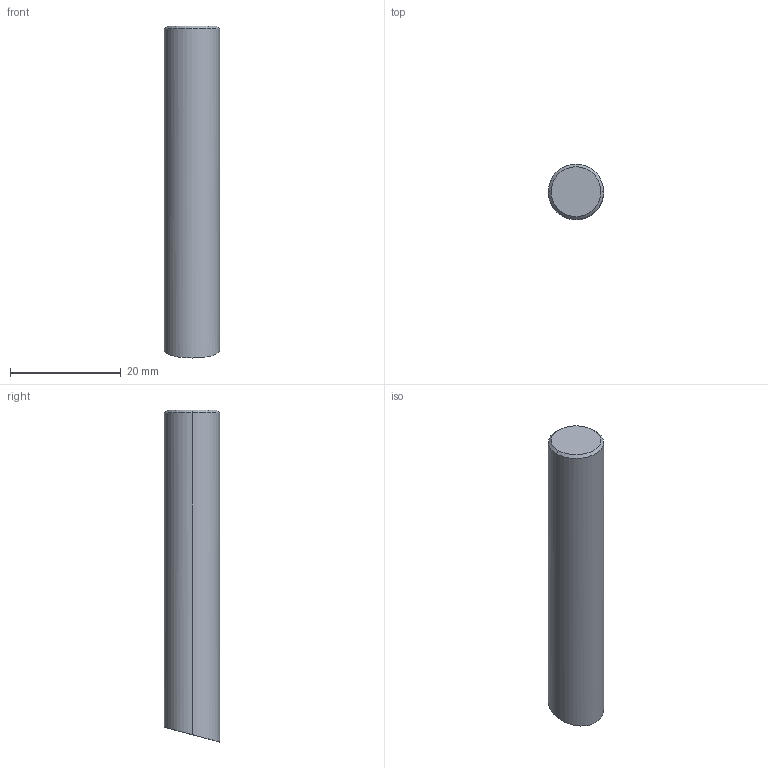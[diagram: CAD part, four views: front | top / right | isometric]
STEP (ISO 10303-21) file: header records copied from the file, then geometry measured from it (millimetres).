
FILE_DESCRIPTION(('Creo Elements/Direct Modeling STEP Export'),'2;1');
FILE_NAME('2235F.stp','2021-01-05T10:41:36',(''),(''),'Creo Elements/Direct Modeling STEP processor for AP214 (Solid Model)','Creo Elements/Direct Modeling 20.0 12-Nov-2016 (C) Parametric Technology GmbH','');
FILE_SCHEMA(('AUTOMOTIVE_DESIGN { 1 0 10303 214 1 1 1 1 }'));
Length unit declared in the file: millimetre
Products named in the file (1): Haken
Bounding box: 10 x 10 x 60 mm (x, y, z)
Volume: 4489.9 mm3; surface area: 2129.1 mm2
Topology: 1 solids, 1 shells, 13 faces, 27 edges, 16 vertices
Faces by surface type: cylinder 6, cone 4, plane 3
Entity records: 336 total; most frequent: DIRECTION 52, ORIENTED_EDGE 50, CARTESIAN_POINT 47, EDGE_CURVE 25, AXIS2_PLACEMENT_3D 21, VERTEX_POINT 16, EDGE_LOOP 15, FACE_OUTER_BOUND 13
